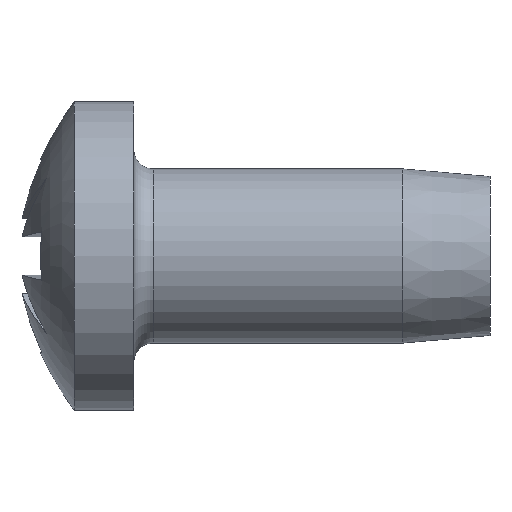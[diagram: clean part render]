
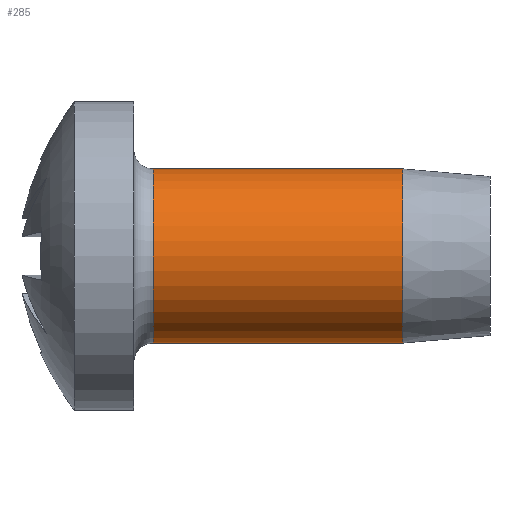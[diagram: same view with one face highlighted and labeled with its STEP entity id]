
A CAD part, front view. The second image highlights one B-rep face of the part: STEP entity #285.
In plain terms, the highlighted cylindrical face has radius 1.1 mm (diameter 2.2 mm), a partial arc.
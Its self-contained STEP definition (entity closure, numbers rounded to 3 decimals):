
#6 = ORIENTED_EDGE ( 'NONE', *, *, #1171, .F. ) ;
#8 = CARTESIAN_POINT ( 'NONE',  ( 3.4, 0., -1.1 ) ) ;
#21 = AXIS2_PLACEMENT_3D ( 'NONE', #483, #575, #1305 ) ;
#199 = CIRCLE ( 'NONE', #21, 1.1 ) ;
#270 = AXIS2_PLACEMENT_3D ( 'NONE', #1167, #583, #1059 ) ;
#276 = DIRECTION ( 'NONE',  ( 1., 0., 0. ) ) ;
#285 = ADVANCED_FACE ( 'NONE', ( #1277 ), #1283, .T. ) ;
#290 = CARTESIAN_POINT ( 'NONE',  ( 0.25, 0., 0. ) ) ;
#418 = VECTOR ( 'NONE', #928, 1000. ) ;
#445 = CARTESIAN_POINT ( 'NONE',  ( 0.25, 0., 1.1 ) ) ;
#483 = CARTESIAN_POINT ( 'NONE',  ( 3.4, 0., 0. ) ) ;
#509 = VERTEX_POINT ( 'NONE', #743 ) ;
#513 = VECTOR ( 'NONE', #1234, 1000. ) ;
#575 = DIRECTION ( 'NONE',  ( 1., 0., 0. ) ) ;
#583 = DIRECTION ( 'NONE',  ( 1., 0., 0. ) ) ;
#635 = AXIS2_PLACEMENT_3D ( 'NONE', #290, #276, #1224 ) ;
#660 = CARTESIAN_POINT ( 'NONE',  ( 0.25, 0., -1.1 ) ) ;
#743 = CARTESIAN_POINT ( 'NONE',  ( 3.4, 0., 1.1 ) ) ;
#773 = ORIENTED_EDGE ( 'NONE', *, *, #1184, .T. ) ;
#814 = CARTESIAN_POINT ( 'NONE',  ( 4.5, 0., -1.1 ) ) ;
#825 = EDGE_CURVE ( 'NONE', #1243, #1022, #1497, .T. ) ;
#928 = DIRECTION ( 'NONE',  ( 1., 0., 0. ) ) ;
#961 = EDGE_LOOP ( 'NONE', ( #6, #773, #1111, #1315 ) ) ;
#1022 = VERTEX_POINT ( 'NONE', #8 ) ;
#1059 = DIRECTION ( 'NONE',  ( 0., 0., -1. ) ) ;
#1098 = EDGE_CURVE ( 'NONE', #509, #1022, #199, .T. ) ;
#1111 = ORIENTED_EDGE ( 'NONE', *, *, #825, .T. ) ;
#1167 = CARTESIAN_POINT ( 'NONE',  ( 4.5, 0., 0. ) ) ;
#1171 = EDGE_CURVE ( 'NONE', #1276, #509, #1324, .T. ) ;
#1184 = EDGE_CURVE ( 'NONE', #1276, #1243, #1296, .T. ) ;
#1224 = DIRECTION ( 'NONE',  ( 0., 0., -1. ) ) ;
#1234 = DIRECTION ( 'NONE',  ( 1., 0., 0. ) ) ;
#1243 = VERTEX_POINT ( 'NONE', #660 ) ;
#1276 = VERTEX_POINT ( 'NONE', #445 ) ;
#1277 = FACE_OUTER_BOUND ( 'NONE', #961, .T. ) ;
#1283 = CYLINDRICAL_SURFACE ( 'NONE', #270, 1.1 ) ;
#1296 = CIRCLE ( 'NONE', #635, 1.1 ) ;
#1305 = DIRECTION ( 'NONE',  ( 0., 0., -1. ) ) ;
#1315 = ORIENTED_EDGE ( 'NONE', *, *, #1098, .F. ) ;
#1324 = LINE ( 'NONE', #1342, #513 ) ;
#1342 = CARTESIAN_POINT ( 'NONE',  ( 4.5, 0., 1.1 ) ) ;
#1497 = LINE ( 'NONE', #814, #418 ) ;
